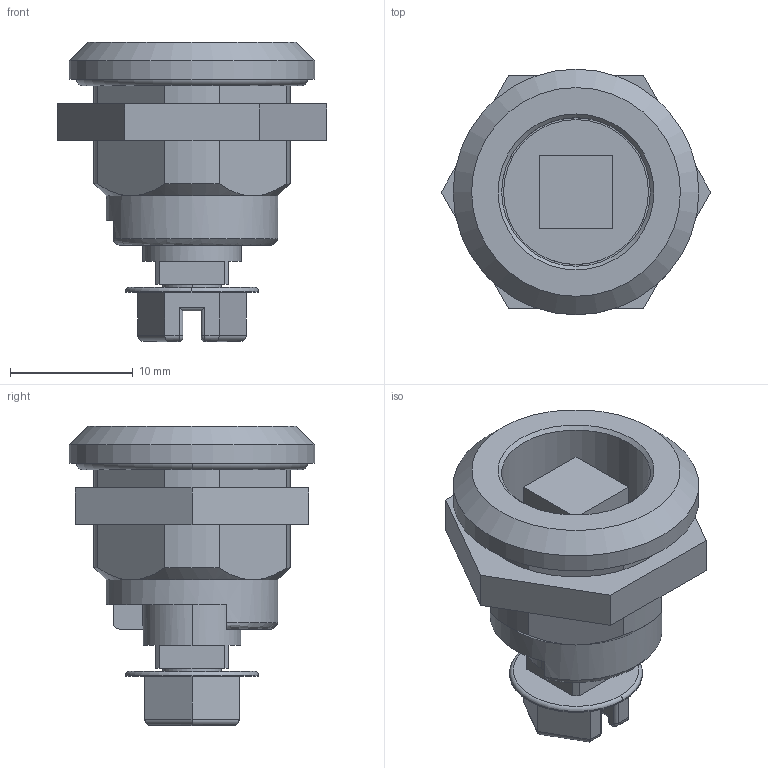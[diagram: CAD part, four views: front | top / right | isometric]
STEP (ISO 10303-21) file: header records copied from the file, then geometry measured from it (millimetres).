
FILE_DESCRIPTION (( 'STEP AP214' ), '1' );
FILE_NAME ('SCE-MINQ6MS.STEP', '2022-07-22T14:16:07', ( '' ), ( '' ), 'SwSTEP 2.0', 'SolidWorks 2021', '' );
FILE_SCHEMA (( 'AUTOMOTIVE_DESIGN' ));
Length unit declared in the file: inch
Products named in the file (1): SCE-MINQ6MS
Bounding box: 21.94 x 20 x 24.35 mm (x, y, z)
Volume: 3095.7 mm3; surface area: 3917.4 mm2
Topology: 6 solids, 6 shells, 181 faces, 438 edges, 273 vertices
Faces by surface type: cylinder 78, plane 72, torus 18, cone 8, sphere 4, bspline 1
Full cylindrical faces by diameter (mm): 8.1 x1, 12.1 x1, 14 x1, 20 x1
Entity records: 5685 total; most frequent: CARTESIAN_POINT 1380, DIRECTION 904, ORIENTED_EDGE 852, EDGE_CURVE 426, AXIS2_PLACEMENT_3D 341, VERTEX_POINT 269, LINE 222, VECTOR 222
